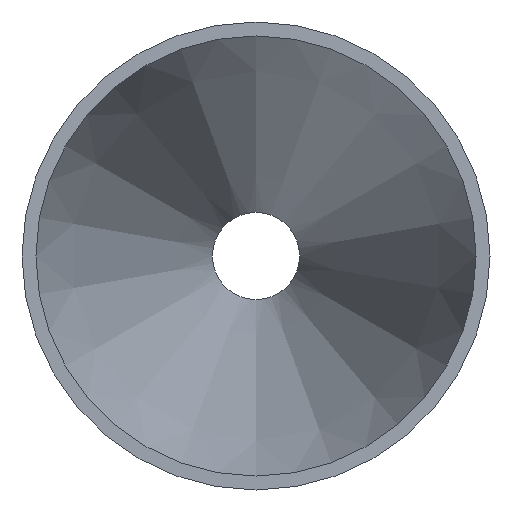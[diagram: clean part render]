
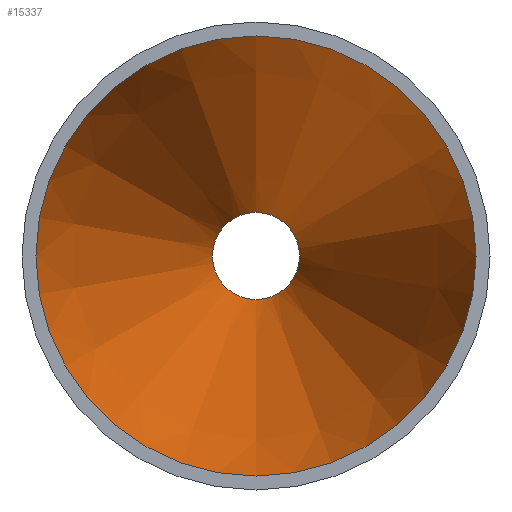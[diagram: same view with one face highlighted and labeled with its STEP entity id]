
A CAD part, front view. The second image highlights one B-rep face of the part: STEP entity #15337.
In plain terms, the highlighted conical face has half-angle 16.348 degrees and reference radius 32.916 mm.
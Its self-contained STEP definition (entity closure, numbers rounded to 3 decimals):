
#1488 = CIRCLE ( 'NONE', #17277, 32.916 ) ;
#4245 = EDGE_CURVE ( 'NONE', #10261, #10261, #15037, .T. ) ;
#5189 = FACE_OUTER_BOUND ( 'NONE', #11254, .T. ) ;
#5199 = CARTESIAN_POINT ( 'NONE',  ( 0., 90., -6.516 ) ) ;
#5553 = CARTESIAN_POINT ( 'NONE',  ( 0., 0., 0. ) ) ;
#6670 = VERTEX_POINT ( 'NONE', #8580 ) ;
#6770 = DIRECTION ( 'NONE',  ( 0., 0., -1. ) ) ;
#8222 = EDGE_CURVE ( 'NONE', #6670, #6670, #1488, .T. ) ;
#8580 = CARTESIAN_POINT ( 'NONE',  ( 0., 0., -32.916 ) ) ;
#9041 = DIRECTION ( 'NONE',  ( 0., -1., 0. ) ) ;
#10261 = VERTEX_POINT ( 'NONE', #5199 ) ;
#11035 = AXIS2_PLACEMENT_3D ( 'NONE', #17214, #22139, #6770 ) ;
#11254 = EDGE_LOOP ( 'NONE', ( #11427 ) ) ;
#11427 = ORIENTED_EDGE ( 'NONE', *, *, #8222, .T. ) ;
#12523 = AXIS2_PLACEMENT_3D ( 'NONE', #22096, #12812, #21465 ) ;
#12812 = DIRECTION ( 'NONE',  ( 0., -1., 0. ) ) ;
#15037 = CIRCLE ( 'NONE', #12523, 6.516 ) ;
#15337 = ADVANCED_FACE ( 'NONE', ( #20566, #5189 ), #21424, .F. ) ;
#17214 = CARTESIAN_POINT ( 'NONE',  ( 0., 0., 0. ) ) ;
#17277 = AXIS2_PLACEMENT_3D ( 'NONE', #5553, #9041, #19684 ) ;
#19684 = DIRECTION ( 'NONE',  ( 0., 0., -1. ) ) ;
#20566 = FACE_BOUND ( 'NONE', #21380, .T. ) ;
#21245 = ORIENTED_EDGE ( 'NONE', *, *, #4245, .F. ) ;
#21380 = EDGE_LOOP ( 'NONE', ( #21245 ) ) ;
#21424 = CONICAL_SURFACE ( 'NONE', #11035, 32.916, 0.285 ) ;
#21465 = DIRECTION ( 'NONE',  ( 0., 0., -1. ) ) ;
#22096 = CARTESIAN_POINT ( 'NONE',  ( 0., 90., 0. ) ) ;
#22139 = DIRECTION ( 'NONE',  ( 0., -1., 0. ) ) ;
